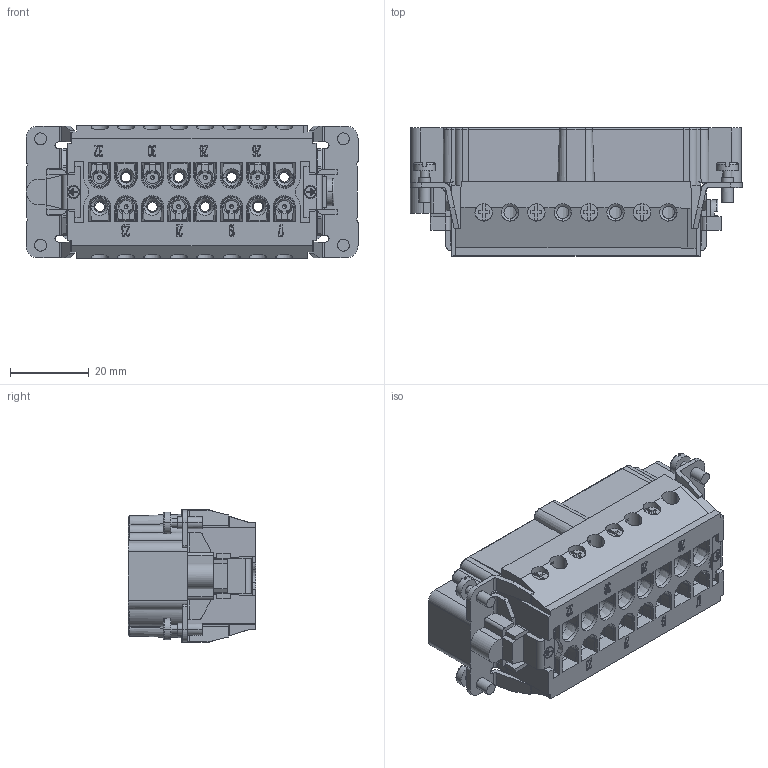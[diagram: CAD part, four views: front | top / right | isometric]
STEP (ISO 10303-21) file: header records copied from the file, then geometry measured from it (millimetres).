
FILE_DESCRIPTION((''),'2;1');
FILE_NAME('HVE-006-M7-12','2017-07-31T',('tl.yang'),(''),'PRO/ENGINEER BY PARAMETRIC TECHNOLOGY CORPORATION, 2011500','PRO/ENGINEER BY PARAMETRIC TECHNOLOGY CORPORATION, 2011500','');
FILE_SCHEMA(('CONFIG_CONTROL_DESIGN'));
Products named in the file (1): HVE-006-M7-12
Bounding box: 84.3 x 32.5 x 33.7 mm (x, y, z)
Volume: 39184.8 mm3; surface area: 28696.7 mm2
Topology: 1 solids, 18 shells, 3298 faces, 9263 edges, 6051 vertices
Faces by surface type: plane 2131, cylinder 594, bspline 244, cone 199, torus 66, extrusion 48, sphere 16
Entity records: 116169 total; most frequent: CARTESIAN_POINT 32685, ORIENTED_EDGE 18462, DIRECTION 15751, EDGE_CURVE 9231, VECTOR 6525, LINE 6477, VERTEX_POINT 6051, AXIS2_PLACEMENT_3D 4613
